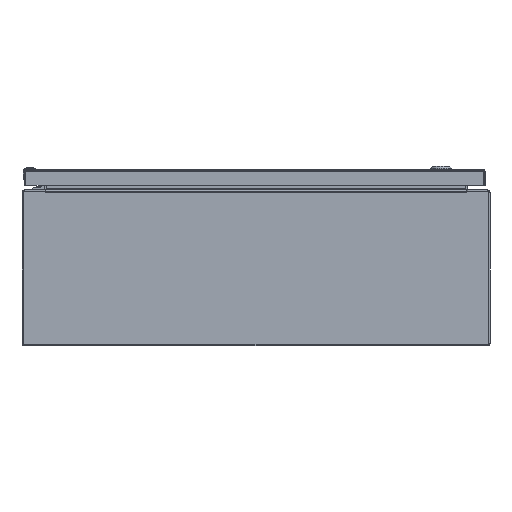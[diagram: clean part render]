
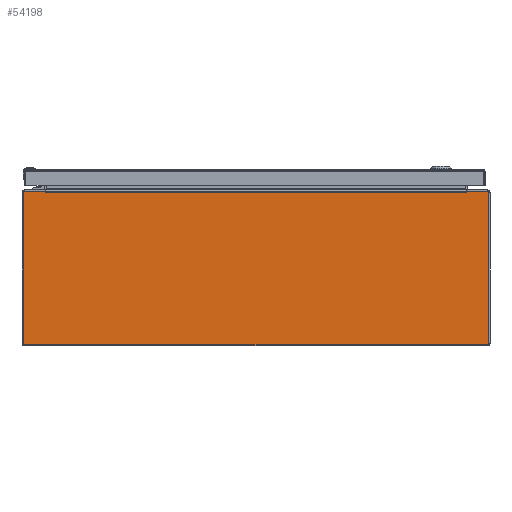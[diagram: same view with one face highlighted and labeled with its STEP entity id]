
A CAD part, front view. The second image highlights one B-rep face of the part: STEP entity #54198.
In plain terms, the highlighted planar face has unit normal (0, -1, 0).
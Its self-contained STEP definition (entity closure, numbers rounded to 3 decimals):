
#2272 = LINE ( 'NONE', #84842, #5381 ) ;
#2951 = CARTESIAN_POINT ( 'NONE',  ( -10.828, -19., 3.937 ) ) ;
#2962 = EDGE_CURVE ( 'NONE', #114672, #76740, #15677, .T. ) ;
#3317 = AXIS2_PLACEMENT_3D ( 'NONE', #19129, #47046, #112811 ) ;
#4858 = CARTESIAN_POINT ( 'NONE',  ( 11.857, -19., -3.857 ) ) ;
#5067 = CARTESIAN_POINT ( 'NONE',  ( -11.857, -19., -3.857 ) ) ;
#5145 = CARTESIAN_POINT ( 'NONE',  ( 11.937, -19., 0. ) ) ;
#5381 = VECTOR ( 'NONE', #29600, 39.37 ) ;
#7015 = EDGE_CURVE ( 'NONE', #107517, #23177, #65100, .T. ) ;
#7899 = VERTEX_POINT ( 'NONE', #57043 ) ;
#8335 = EDGE_CURVE ( 'NONE', #47689, #107517, #25116, .T. ) ;
#8445 = DIRECTION ( 'NONE',  ( 1., 0., 0. ) ) ;
#10173 = DIRECTION ( 'NONE',  ( -1., 0., 0. ) ) ;
#10460 = EDGE_CURVE ( 'NONE', #99155, #16912, #95291, .T. ) ;
#15677 = LINE ( 'NONE', #82061, #105615 ) ;
#15804 = CARTESIAN_POINT ( 'NONE',  ( 0., -19., 3.855 ) ) ;
#16711 = CARTESIAN_POINT ( 'NONE',  ( -10.814, -19., 3.855 ) ) ;
#16912 = VERTEX_POINT ( 'NONE', #113884 ) ;
#17943 = EDGE_CURVE ( 'NONE', #16912, #66682, #27841, .T. ) ;
#17981 = DIRECTION ( 'NONE',  ( 0., 0., -1. ) ) ;
#18407 = ORIENTED_EDGE ( 'NONE', *, *, #75154, .T. ) ;
#19129 = CARTESIAN_POINT ( 'NONE',  ( 0., -19., 0. ) ) ;
#19164 = DIRECTION ( 'NONE',  ( -0.174, 0., 0.985 ) ) ;
#21009 = DIRECTION ( 'NONE',  ( 0., 0., -1. ) ) ;
#21489 = DIRECTION ( 'NONE',  ( -0.174, 0., -0.985 ) ) ;
#21723 = CARTESIAN_POINT ( 'NONE',  ( 11.937, -19., 3.857 ) ) ;
#23177 = VERTEX_POINT ( 'NONE', #2951 ) ;
#24302 = CIRCLE ( 'NONE', #85811, 0.08 ) ;
#25116 = LINE ( 'NONE', #15804, #35264 ) ;
#25816 = LINE ( 'NONE', #63662, #38837 ) ;
#26614 = ORIENTED_EDGE ( 'NONE', *, *, #39738, .F. ) ;
#27312 = EDGE_CURVE ( 'NONE', #99155, #82216, #68635, .T. ) ;
#27841 = CIRCLE ( 'NONE', #67445, 0.08 ) ;
#29355 = DIRECTION ( 'NONE',  ( 0., 0., -1. ) ) ;
#29600 = DIRECTION ( 'NONE',  ( -1., 0., 0. ) ) ;
#30987 = CARTESIAN_POINT ( 'NONE',  ( -11.937, -19., -3.857 ) ) ;
#33934 = ORIENTED_EDGE ( 'NONE', *, *, #10460, .F. ) ;
#34784 = AXIS2_PLACEMENT_3D ( 'NONE', #104769, #122777, #21009 ) ;
#35264 = VECTOR ( 'NONE', #91491, 39.37 ) ;
#37662 = EDGE_CURVE ( 'NONE', #7899, #118996, #71221, .T. ) ;
#38837 = VECTOR ( 'NONE', #101511, 39.37 ) ;
#39738 = EDGE_CURVE ( 'NONE', #76740, #69252, #114061, .T. ) ;
#40385 = EDGE_LOOP ( 'NONE', ( #111166, #26614, #83015, #54752, #119394, #82507, #42821, #54129, #33934, #79342, #66532, #18407, #54742, #103892 ) ) ;
#40895 = DIRECTION ( 'NONE',  ( 0., 1., 0. ) ) ;
#42131 = VERTEX_POINT ( 'NONE', #63572 ) ;
#42420 = CARTESIAN_POINT ( 'NONE',  ( -11.857, -19., 3.937 ) ) ;
#42702 = DIRECTION ( 'NONE',  ( 0., 0., -1. ) ) ;
#42821 = ORIENTED_EDGE ( 'NONE', *, *, #87647, .F. ) ;
#43502 = DIRECTION ( 'NONE',  ( 0., 1., 0. ) ) ;
#47046 = DIRECTION ( 'NONE',  ( 0., -1., 0. ) ) ;
#47689 = VERTEX_POINT ( 'NONE', #53507 ) ;
#47936 = DIRECTION ( 'NONE',  ( 0., 1., 0. ) ) ;
#48104 = CARTESIAN_POINT ( 'NONE',  ( 0., -19., 3.937 ) ) ;
#53227 = CARTESIAN_POINT ( 'NONE',  ( -11.857, -19., -3.937 ) ) ;
#53507 = CARTESIAN_POINT ( 'NONE',  ( -10.798, -19., 3.855 ) ) ;
#53670 = EDGE_CURVE ( 'NONE', #118996, #114672, #54769, .T. ) ;
#54129 = ORIENTED_EDGE ( 'NONE', *, *, #17943, .F. ) ;
#54198 = ADVANCED_FACE ( 'NONE', ( #83667 ), #76199, .T. ) ;
#54742 = ORIENTED_EDGE ( 'NONE', *, *, #8335, .T. ) ;
#54752 = ORIENTED_EDGE ( 'NONE', *, *, #53670, .F. ) ;
#54769 = CIRCLE ( 'NONE', #88446, 0.08 ) ;
#56894 = VERTEX_POINT ( 'NONE', #111566 ) ;
#57043 = CARTESIAN_POINT ( 'NONE',  ( 11.857, -19., -3.937 ) ) ;
#58479 = VECTOR ( 'NONE', #62504, 39.37 ) ;
#60839 = EDGE_CURVE ( 'NONE', #82216, #56894, #2272, .T. ) ;
#62504 = DIRECTION ( 'NONE',  ( -1., 0., 0. ) ) ;
#63572 = CARTESIAN_POINT ( 'NONE',  ( 11.937, -19., -3.857 ) ) ;
#63662 = CARTESIAN_POINT ( 'NONE',  ( 0., -19., 3.937 ) ) ;
#65100 = LINE ( 'NONE', #16711, #98615 ) ;
#66532 = ORIENTED_EDGE ( 'NONE', *, *, #60839, .T. ) ;
#66682 = VERTEX_POINT ( 'NONE', #21723 ) ;
#67445 = AXIS2_PLACEMENT_3D ( 'NONE', #112497, #47936, #29355 ) ;
#68635 = LINE ( 'NONE', #115152, #95850 ) ;
#69252 = VERTEX_POINT ( 'NONE', #42420 ) ;
#71221 = LINE ( 'NONE', #109639, #58479 ) ;
#71458 = CARTESIAN_POINT ( 'NONE',  ( 10.828, -19., 3.937 ) ) ;
#74530 = VECTOR ( 'NONE', #10173, 39.37 ) ;
#75154 = EDGE_CURVE ( 'NONE', #56894, #47689, #95192, .T. ) ;
#75873 = VECTOR ( 'NONE', #17981, 39.37 ) ;
#76199 = PLANE ( 'NONE',  #3317 ) ;
#76596 = CARTESIAN_POINT ( 'NONE',  ( 0., -19., 3.855 ) ) ;
#76740 = VERTEX_POINT ( 'NONE', #106816 ) ;
#79342 = ORIENTED_EDGE ( 'NONE', *, *, #27312, .T. ) ;
#81364 = DIRECTION ( 'NONE',  ( 0., 0., -1. ) ) ;
#82061 = CARTESIAN_POINT ( 'NONE',  ( -11.937, -19., 0. ) ) ;
#82216 = VERTEX_POINT ( 'NONE', #82449 ) ;
#82449 = CARTESIAN_POINT ( 'NONE',  ( 10.814, -19., 3.855 ) ) ;
#82507 = ORIENTED_EDGE ( 'NONE', *, *, #110085, .F. ) ;
#82692 = CARTESIAN_POINT ( 'NONE',  ( -10.814, -19., 3.855 ) ) ;
#83015 = ORIENTED_EDGE ( 'NONE', *, *, #2962, .F. ) ;
#83667 = FACE_OUTER_BOUND ( 'NONE', #40385, .T. ) ;
#84842 = CARTESIAN_POINT ( 'NONE',  ( 10.806, -19., 3.855 ) ) ;
#85811 = AXIS2_PLACEMENT_3D ( 'NONE', #4858, #40895, #42702 ) ;
#87647 = EDGE_CURVE ( 'NONE', #66682, #42131, #118673, .T. ) ;
#88446 = AXIS2_PLACEMENT_3D ( 'NONE', #5067, #43502, #81364 ) ;
#91491 = DIRECTION ( 'NONE',  ( -1., 0., 0. ) ) ;
#95192 = LINE ( 'NONE', #76596, #74530 ) ;
#95291 = LINE ( 'NONE', #48104, #117593 ) ;
#95850 = VECTOR ( 'NONE', #21489, 39.37 ) ;
#96561 = EDGE_CURVE ( 'NONE', #69252, #23177, #25816, .T. ) ;
#98615 = VECTOR ( 'NONE', #19164, 39.37 ) ;
#99155 = VERTEX_POINT ( 'NONE', #71458 ) ;
#101511 = DIRECTION ( 'NONE',  ( 1., 0., 0. ) ) ;
#103892 = ORIENTED_EDGE ( 'NONE', *, *, #7015, .T. ) ;
#104769 = CARTESIAN_POINT ( 'NONE',  ( -11.857, -19., 3.857 ) ) ;
#105615 = VECTOR ( 'NONE', #119898, 39.37 ) ;
#106816 = CARTESIAN_POINT ( 'NONE',  ( -11.937, -19., 3.857 ) ) ;
#107517 = VERTEX_POINT ( 'NONE', #82692 ) ;
#109639 = CARTESIAN_POINT ( 'NONE',  ( 0., -19., -3.937 ) ) ;
#110085 = EDGE_CURVE ( 'NONE', #42131, #7899, #24302, .T. ) ;
#111166 = ORIENTED_EDGE ( 'NONE', *, *, #96561, .F. ) ;
#111566 = CARTESIAN_POINT ( 'NONE',  ( 10.798, -19., 3.855 ) ) ;
#112497 = CARTESIAN_POINT ( 'NONE',  ( 11.857, -19., 3.857 ) ) ;
#112811 = DIRECTION ( 'NONE',  ( 0., 0., -1. ) ) ;
#113884 = CARTESIAN_POINT ( 'NONE',  ( 11.857, -19., 3.937 ) ) ;
#114061 = CIRCLE ( 'NONE', #34784, 0.08 ) ;
#114672 = VERTEX_POINT ( 'NONE', #30987 ) ;
#115152 = CARTESIAN_POINT ( 'NONE',  ( 10.828, -19., 3.937 ) ) ;
#117593 = VECTOR ( 'NONE', #8445, 39.37 ) ;
#118673 = LINE ( 'NONE', #5145, #75873 ) ;
#118996 = VERTEX_POINT ( 'NONE', #53227 ) ;
#119394 = ORIENTED_EDGE ( 'NONE', *, *, #37662, .F. ) ;
#119898 = DIRECTION ( 'NONE',  ( 0., 0., 1. ) ) ;
#122777 = DIRECTION ( 'NONE',  ( 0., 1., 0. ) ) ;
